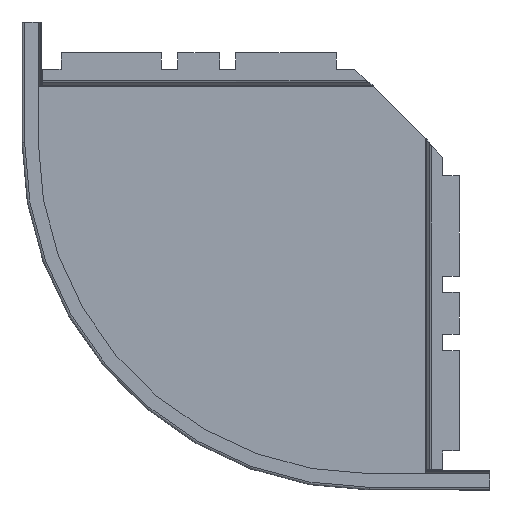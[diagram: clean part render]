
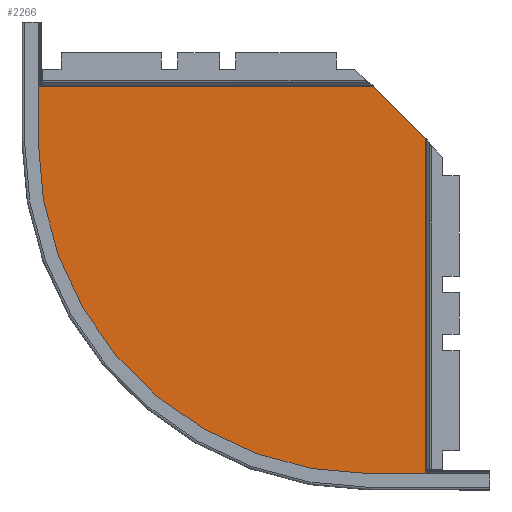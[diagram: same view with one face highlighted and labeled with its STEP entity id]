
A CAD part, front view. The second image highlights one B-rep face of the part: STEP entity #2266.
In plain terms, the highlighted planar face has unit normal (0, -1, 0).
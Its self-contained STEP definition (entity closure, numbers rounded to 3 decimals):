
#3 = VERTEX_POINT ( 'NONE', #2696 ) ;
#25 = CARTESIAN_POINT ( 'NONE',  ( 195., -1., -359. ) ) ;
#73 = AXIS2_PLACEMENT_3D ( 'NONE', #512, #1000, #1328 ) ;
#92 = ORIENTED_EDGE ( 'NONE', *, *, #249, .T. ) ;
#132 = EDGE_CURVE ( 'NONE', #3, #1699, #216, .T. ) ;
#150 = VECTOR ( 'NONE', #350, 1000. ) ;
#179 = EDGE_CURVE ( 'NONE', #1372, #1699, #2111, .T. ) ;
#216 = LINE ( 'NONE', #2084, #150 ) ;
#236 = LINE ( 'NONE', #1511, #1248 ) ;
#249 = EDGE_CURVE ( 'NONE', #693, #1372, #2297, .T. ) ;
#266 = VECTOR ( 'NONE', #439, 1000. ) ;
#286 = VERTEX_POINT ( 'NONE', #945 ) ;
#322 = EDGE_CURVE ( 'NONE', #1320, #693, #236, .T. ) ;
#350 = DIRECTION ( 'NONE',  ( 0.707, 0., -0.707 ) ) ;
#361 = EDGE_CURVE ( 'NONE', #883, #286, #1703, .T. ) ;
#386 = EDGE_CURVE ( 'NONE', #286, #3, #1303, .T. ) ;
#439 = DIRECTION ( 'NONE',  ( 1., 0., 0. ) ) ;
#491 = EDGE_CURVE ( 'NONE', #2793, #883, #1644, .T. ) ;
#512 = CARTESIAN_POINT ( 'NONE',  ( 147., -1., -78. ) ) ;
#567 = DIRECTION ( 'NONE',  ( 0., 0., 1. ) ) ;
#604 = CARTESIAN_POINT ( 'NONE',  ( -149., -1., -30. ) ) ;
#611 = CARTESIAN_POINT ( 'NONE',  ( -134., -1., -30. ) ) ;
#631 = ORIENTED_EDGE ( 'NONE', *, *, #361, .F. ) ;
#689 = ORIENTED_EDGE ( 'NONE', *, *, #847, .F. ) ;
#693 = VERTEX_POINT ( 'NONE', #1877 ) ;
#807 = ORIENTED_EDGE ( 'NONE', *, *, #322, .T. ) ;
#847 = EDGE_CURVE ( 'NONE', #1320, #2793, #1927, .T. ) ;
#883 = VERTEX_POINT ( 'NONE', #604 ) ;
#905 = VECTOR ( 'NONE', #2678, 1000. ) ;
#945 = CARTESIAN_POINT ( 'NONE',  ( -134., -1., -30. ) ) ;
#981 = FACE_OUTER_BOUND ( 'NONE', #1963, .T. ) ;
#1000 = DIRECTION ( 'NONE',  ( 0., -1., 0. ) ) ;
#1021 = ORIENTED_EDGE ( 'NONE', *, *, #132, .F. ) ;
#1027 = VECTOR ( 'NONE', #2243, 1000. ) ;
#1029 = CARTESIAN_POINT ( 'NONE',  ( 147., -1., -78. ) ) ;
#1062 = CARTESIAN_POINT ( 'NONE',  ( 195., -1., -75. ) ) ;
#1136 = AXIS2_PLACEMENT_3D ( 'NONE', #1029, #2700, #1888 ) ;
#1205 = ORIENTED_EDGE ( 'NONE', *, *, #491, .F. ) ;
#1248 = VECTOR ( 'NONE', #1412, 1000. ) ;
#1303 = LINE ( 'NONE', #2283, #1027 ) ;
#1320 = VERTEX_POINT ( 'NONE', #1918 ) ;
#1328 = DIRECTION ( 'NONE',  ( 0., 0., -1. ) ) ;
#1372 = VERTEX_POINT ( 'NONE', #2152 ) ;
#1390 = ORIENTED_EDGE ( 'NONE', *, *, #386, .F. ) ;
#1412 = DIRECTION ( 'NONE',  ( 1., 0., 0. ) ) ;
#1511 = CARTESIAN_POINT ( 'NONE',  ( 195., -1., -374. ) ) ;
#1644 = LINE ( 'NONE', #2692, #2748 ) ;
#1699 = VERTEX_POINT ( 'NONE', #1062 ) ;
#1703 = LINE ( 'NONE', #611, #266 ) ;
#1877 = CARTESIAN_POINT ( 'NONE',  ( 195., -1., -374. ) ) ;
#1888 = DIRECTION ( 'NONE',  ( 0., 0., -1. ) ) ;
#1912 = PLANE ( 'NONE',  #73 ) ;
#1918 = CARTESIAN_POINT ( 'NONE',  ( 147., -1., -374. ) ) ;
#1927 = CIRCLE ( 'NONE', #1136, 296. ) ;
#1963 = EDGE_LOOP ( 'NONE', ( #1390, #631, #1205, #689, #807, #92, #2884, #1021 ) ) ;
#2084 = CARTESIAN_POINT ( 'NONE',  ( 134., -1., -14. ) ) ;
#2111 = LINE ( 'NONE', #2802, #2819 ) ;
#2152 = CARTESIAN_POINT ( 'NONE',  ( 195., -1., -359. ) ) ;
#2243 = DIRECTION ( 'NONE',  ( 1., 0., 0. ) ) ;
#2266 = ADVANCED_FACE ( 'NONE', ( #981 ), #1912, .T. ) ;
#2283 = CARTESIAN_POINT ( 'NONE',  ( 147., -1., -30. ) ) ;
#2289 = DIRECTION ( 'NONE',  ( 0., 0., 1. ) ) ;
#2297 = LINE ( 'NONE', #25, #905 ) ;
#2678 = DIRECTION ( 'NONE',  ( 0., 0., 1. ) ) ;
#2692 = CARTESIAN_POINT ( 'NONE',  ( -149., -1., -30. ) ) ;
#2696 = CARTESIAN_POINT ( 'NONE',  ( 150., -1., -30. ) ) ;
#2700 = DIRECTION ( 'NONE',  ( 0., 1., 0. ) ) ;
#2748 = VECTOR ( 'NONE', #567, 1000. ) ;
#2775 = CARTESIAN_POINT ( 'NONE',  ( -149., -1., -78. ) ) ;
#2793 = VERTEX_POINT ( 'NONE', #2775 ) ;
#2802 = CARTESIAN_POINT ( 'NONE',  ( 195., -1., -78. ) ) ;
#2819 = VECTOR ( 'NONE', #2289, 1000. ) ;
#2884 = ORIENTED_EDGE ( 'NONE', *, *, #179, .T. ) ;
